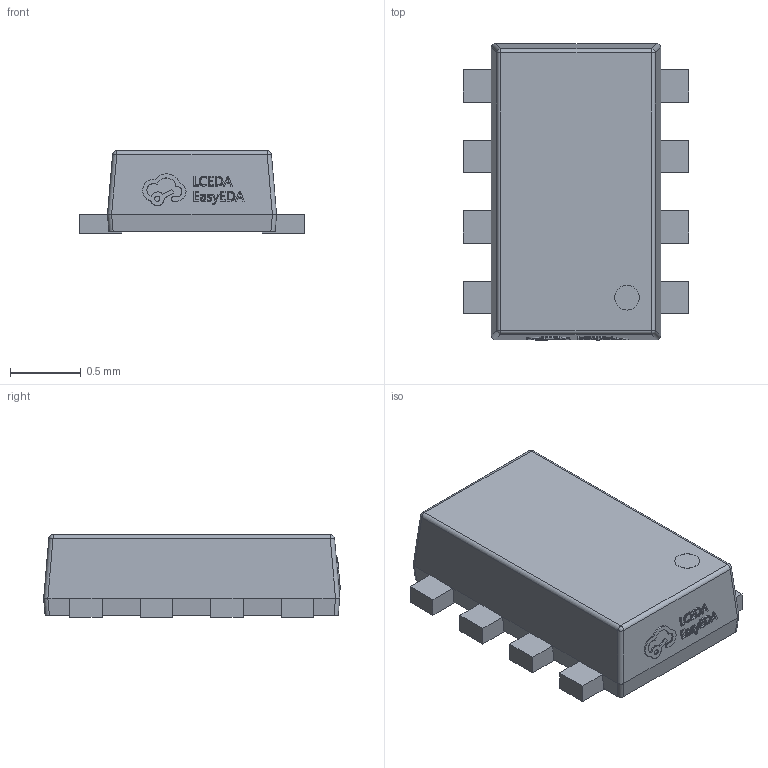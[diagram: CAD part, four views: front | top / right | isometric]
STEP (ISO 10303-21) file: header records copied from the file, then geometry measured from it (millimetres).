
FILE_DESCRIPTION (( 'STEP AP214' ), '1' );
FILE_NAME ('SOT-583-8_L2.1-W1.2-P0.50-LS1.6-BR.STEP', '2022-12-23T15:44:53', ( '' ), ( '' ), 'SwSTEP 2.0', 'SolidWorks 2020', '' );
FILE_SCHEMA (( 'AUTOMOTIVE_DESIGN' ));
Length unit declared in the file: millimetre
Products named in the file (1): SOT-583-8_L2.1-W1.2-P0.50-LS1.6-BR
Bounding box: 1.6 x 2.1 x 0.58 mm (x, y, z)
Volume: 1.4 mm3; surface area: 9.7 mm2
Topology: 1 solids, 1 shells, 368 faces, 981 edges, 642 vertices
Faces by surface type: plane 238, bspline 112, cylinder 14, sphere 4
Entity records: 16567 total; most frequent: CARTESIAN_POINT 4120, ORIENTED_EDGE 1962, DIRECTION 1275, EDGE_CURVE 981, VECTOR 729, LINE 729, VERTEX_POINT 642, EDGE_LOOP 395
